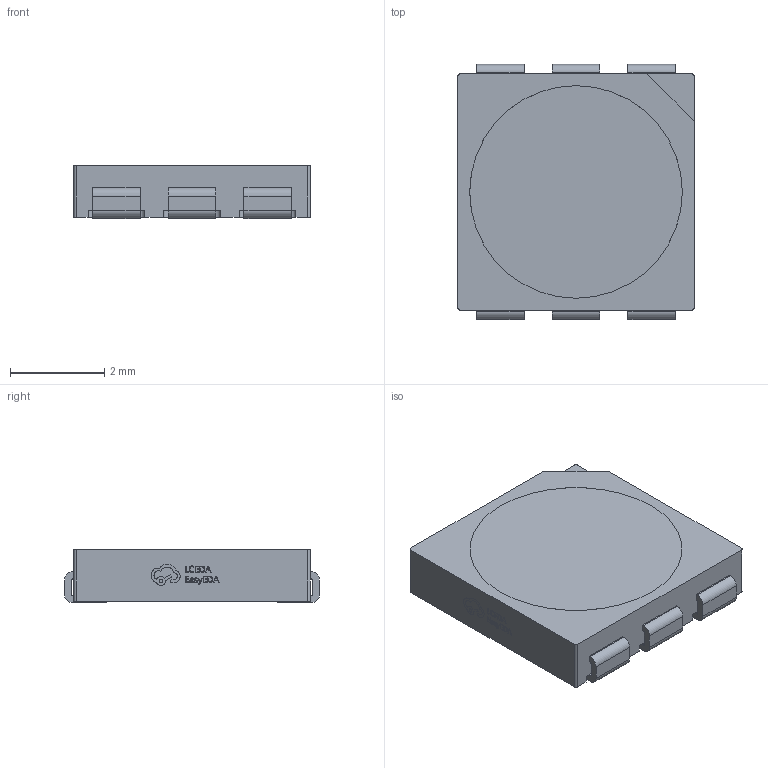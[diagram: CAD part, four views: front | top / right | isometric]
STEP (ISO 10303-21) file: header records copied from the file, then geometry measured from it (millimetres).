
FILE_DESCRIPTION (( 'STEP AP214' ), '1' );
FILE_NAME ('LED-SMD_6P-L5.0-W5.0-TR.STEP', '2023-01-11T16:21:35', ( '微软用户' ), ( '微软中国' ), 'SwSTEP 2.0', 'SolidWorks 2020', '' );
FILE_SCHEMA (( 'AUTOMOTIVE_DESIGN' ));
Length unit declared in the file: millimetre
Products named in the file (1): LED-SMD_6P-L5.0-W5.0-TR
Bounding box: 5 x 5.4 x 1.12 mm (x, y, z)
Volume: 23.5 mm3; surface area: 138.1 mm2
Topology: 2 solids, 2 shells, 375 faces, 1023 edges, 682 vertices
Faces by surface type: plane 231, bspline 98, cylinder 46
Entity records: 16469 total; most frequent: CARTESIAN_POINT 3387, ORIENTED_EDGE 2046, DIRECTION 1471, EDGE_CURVE 1023, LINE 731, VECTOR 731, VERTEX_POINT 682, EDGE_LOOP 405
